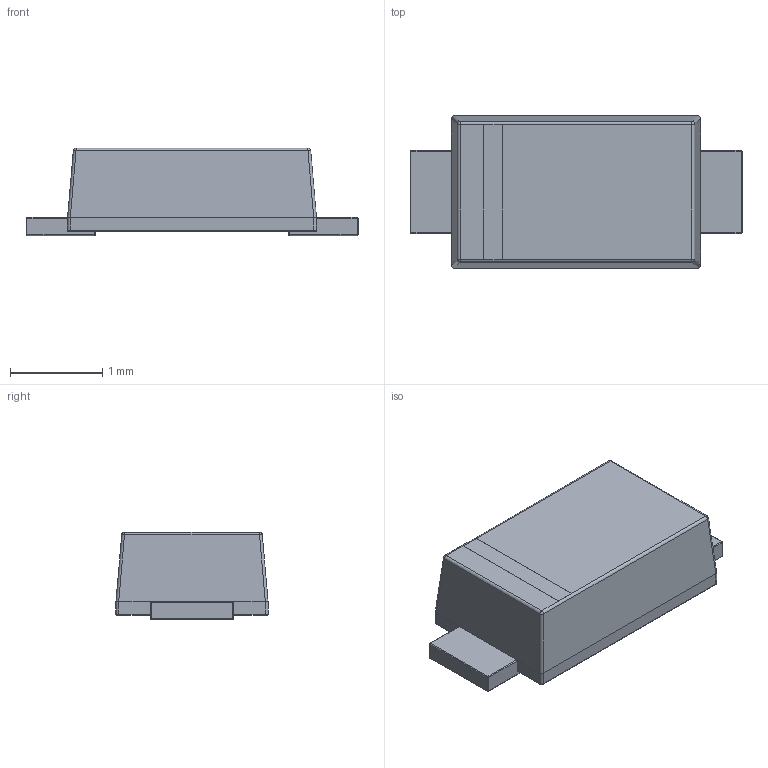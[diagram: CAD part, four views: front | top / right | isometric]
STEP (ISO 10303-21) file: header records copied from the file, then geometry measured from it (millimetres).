
FILE_DESCRIPTION(('FreeCAD Model'),'2;1');
FILE_NAME('User Library-SOD-123FL CASE 498.step', '2018-08-12T16:19:25',('kicad StepUp'),('ksu MCAD'), 'Open CASCADE STEP processor 6.8','FreeCAD','Unknown');
FILE_SCHEMA(('AUTOMOTIVE_DESIGN_CC2 { 1 2 10303 214 -1 1 5 4 }'));
Length unit declared in the file: millimetre
Products named in the file (2): ASSEMBLY; User_Library-SOD-123FL_CASE_498
Assembly tree (1 placements, depth 2):
  ASSEMBLY
    User_Library-SOD-123FL_CASE_498
Bounding box: 3.6 x 1.65 x 0.95 mm (x, y, z)
Volume: 4 mm3; surface area: 18 mm2
Topology: 1 solids, 1 shells, 90 faces, 204 edges, 104 vertices
Faces by surface type: cylinder 40, plane 30, bspline 20
Entity records: 3234 total; most frequent: CARTESIAN_POINT 712, DIRECTION 400, ORIENTED_EDGE 384, EDGE_CURVE 192, AXIS2_PLACEMENT_3D 144, LINE 112, VECTOR 112, VERTEX_POINT 104
